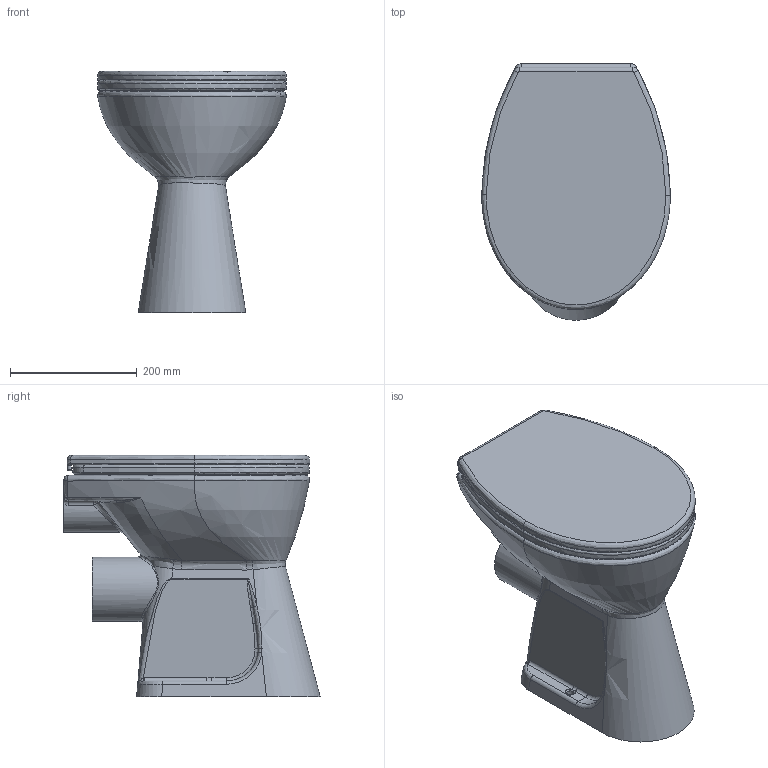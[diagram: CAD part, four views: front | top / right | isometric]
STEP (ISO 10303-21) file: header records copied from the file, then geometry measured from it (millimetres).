
FILE_DESCRIPTION((''),'2;1');
FILE_NAME('010609.stp','2008-03-11T07:39:02',('Huebner'),(''),'Autodesk Inventor 11','Autodesk Inventor 11','');
FILE_SCHEMA(('AUTOMOTIVE_DESIGN { 1 0 10303 214 1 1 1 1 }'));
Length unit declared in the file: millimetre
Products named in the file (4): 010609; 006570_1_010609; 006570_2_010609
Assembly tree (3 placements, depth 2):
  010609
    010609
    006570_1_010609
    006570_2_010609
Bounding box: 298.11 x 404.98 x 382 mm (x, y, z)
Volume: 11413746.7 mm3; surface area: 951508.6 mm2
Topology: 5 solids, 5 shells, 225 faces, 524 edges, 307 vertices
Faces by surface type: bspline 113, cylinder 54, plane 40, torus 18
Full cylindrical faces by diameter (mm): 12 x4, 15 x2, 19 x6, 55 x1, 62 x1, 70.842 x1, 88 x1, 102 x1
Entity records: 30850 total; most frequent: CARTESIAN_POINT 26435, ORIENTED_EDGE 970, DIRECTION 711, EDGE_CURVE 485, AXIS2_PLACEMENT_3D 316, VERTEX_POINT 300, EDGE_LOOP 267, FACE_OUTER_BOUND 225
